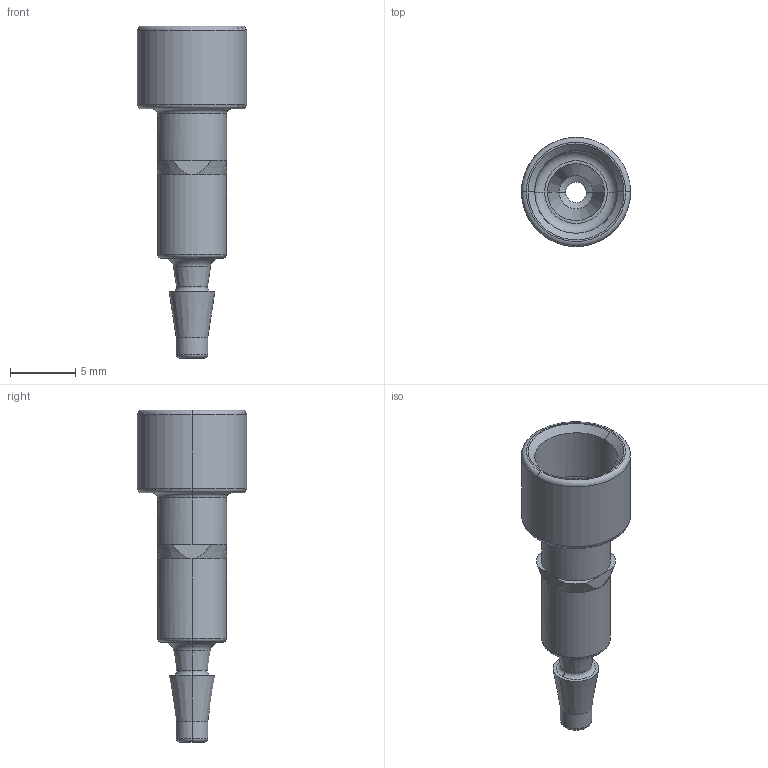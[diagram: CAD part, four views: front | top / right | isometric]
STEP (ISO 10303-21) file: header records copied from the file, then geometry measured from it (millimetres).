
FILE_DESCRIPTION(('CATIA V5 STEP Exchange','CAx-IF Rec.Pracs.--- Model Styling and Organization---1.4--- 2014-01-23'),'2;1');
FILE_NAME ('704236-3_2', '2020-10-22T11:17:12+00:00', ('none'), ('Weidmueller'), 'CATIA Version 5-6 Release 2016 SP3 HF44', 'CATIA V5 STEP AP214', 'none');
FILE_SCHEMA(('AUTOMOTIVE_DESIGN { 1 0 10303 214 1 1 1 1 }'));
Length unit declared in the file: millimetre
Products named in the file (1): 2637450000
Bounding box: 8.36 x 8.36 x 25.4 mm (x, y, z)
Volume: 335.2 mm3; surface area: 778 mm2
Topology: 1 solids, 1 shells, 60 faces, 122 edges, 68 vertices
Faces by surface type: cylinder 16, torus 16, cone 14, plane 14
Entity records: 1763 total; most frequent: CARTESIAN_POINT 624, ORIENTED_EDGE 244, DIRECTION 195, EDGE_CURVE 122, AXIS2_PLACEMENT_3D 102, VERTEX_POINT 68, EDGE_LOOP 66, ADVANCED_FACE 60
